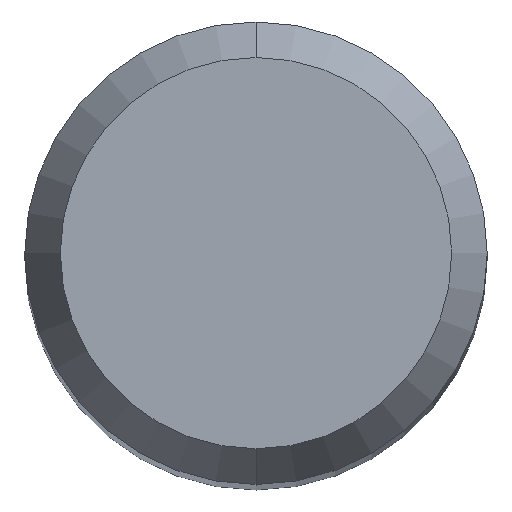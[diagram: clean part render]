
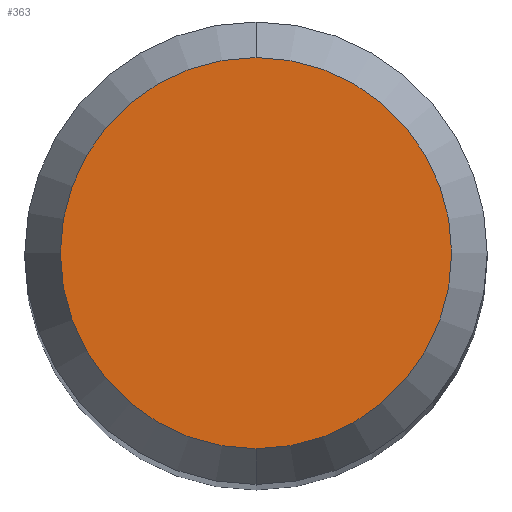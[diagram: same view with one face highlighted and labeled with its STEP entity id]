
A CAD part, top view. The second image highlights one B-rep face of the part: STEP entity #363.
In plain terms, the highlighted planar face has unit normal (0, 0, 1).
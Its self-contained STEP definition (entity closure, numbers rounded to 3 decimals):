
#231=VERTEX_POINT('',#528);
#283=VERTEX_POINT('',#585);
#339=EDGE_CURVE('',#231,#283,#645,.T.);
#363=ADVANCED_FACE('',(#671),#672,.T.);
#389=EDGE_CURVE('',#283,#231,#699,.T.);
#528=CARTESIAN_POINT('',(0.,-2.538,40.874));
#585=CARTESIAN_POINT('',(0.0,2.538,40.874));
#645=CIRCLE('',#1210,2.538);
#671=FACE_OUTER_BOUND('',#1248,.T.);
#672=PLANE('',#1249);
#699=CIRCLE('',#1320,2.538);
#1210=AXIS2_PLACEMENT_3D('',#1604,#1605,#1606);
#1248=EDGE_LOOP('',(#1636,#1637));
#1249=AXIS2_PLACEMENT_3D('',#1638,#1639,#1640);
#1320=AXIS2_PLACEMENT_3D('',#1658,#1659,#1660);
#1604=CARTESIAN_POINT('',(0.0,0.0,40.874));
#1605=DIRECTION('',(0.0,0.0,-1.0));
#1606=DIRECTION('',(0.0,1.0,0.0));
#1636=ORIENTED_EDGE('',*,*,#389,.F.);
#1637=ORIENTED_EDGE('',*,*,#339,.F.);
#1638=CARTESIAN_POINT('',(0.0,1.269,40.874));
#1639=DIRECTION('',(-0.0,0.0,1.0));
#1640=DIRECTION('',(0.0,-1.0,0.0));
#1658=CARTESIAN_POINT('',(0.0,0.0,40.874));
#1659=DIRECTION('',(0.0,0.0,-1.0));
#1660=DIRECTION('',(0.0,1.0,0.0));
